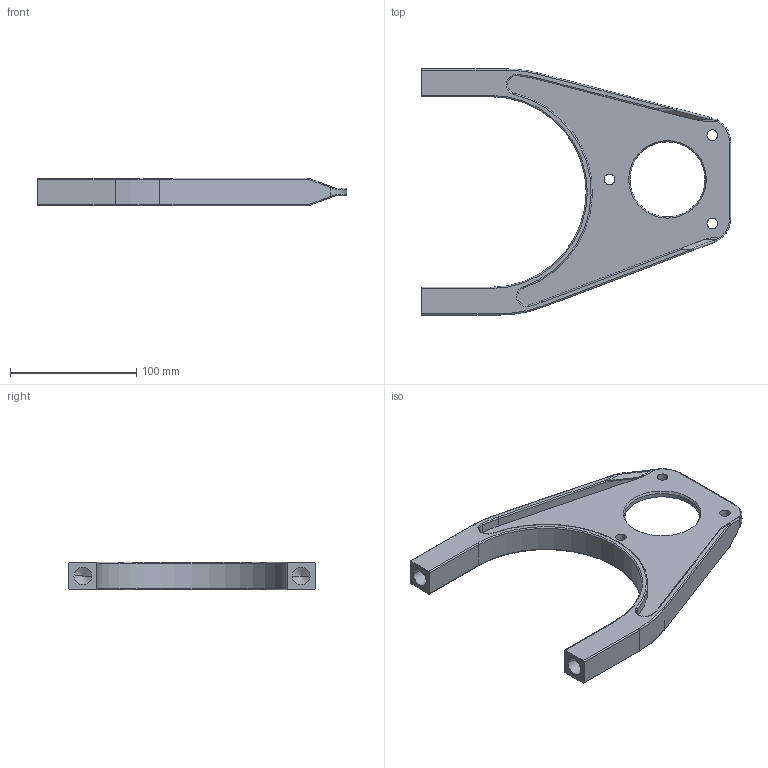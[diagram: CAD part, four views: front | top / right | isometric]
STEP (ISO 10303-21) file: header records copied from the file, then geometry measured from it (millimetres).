
FILE_DESCRIPTION(('CATIA V5 STEP Exchange'),'2;1');
FILE_NAME('Bras_sup_2b.stp','2019-12-05T20:52:45+00:00',('none'),('none'),'CATIA Version 5 Release 20 GA (IN-10)','CATIA V5 STEP AP203','none');
FILE_SCHEMA(('CONFIG_CONTROL_DESIGN'));
Length unit declared in the file: millimetre
Products named in the file (1): Bras_sup_1
Bounding box: 245 x 195 x 22 mm (x, y, z)
Volume: 193088.4 mm3; surface area: 68800.4 mm2
Topology: 1 solids, 1 shells, 133 faces, 322 edges, 195 vertices
Faces by surface type: cylinder 61, plane 24, bspline 20, torus 20, cone 8
Entity records: 5079 total; most frequent: CARTESIAN_POINT 2219, ORIENTED_EDGE 638, DIRECTION 446, EDGE_CURVE 319, AXIS2_PLACEMENT_3D 228, VERTEX_POINT 190, EDGE_LOOP 143, ADVANCED_FACE 133
